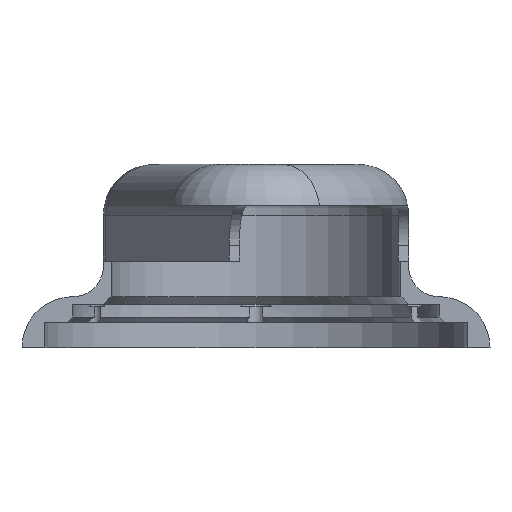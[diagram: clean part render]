
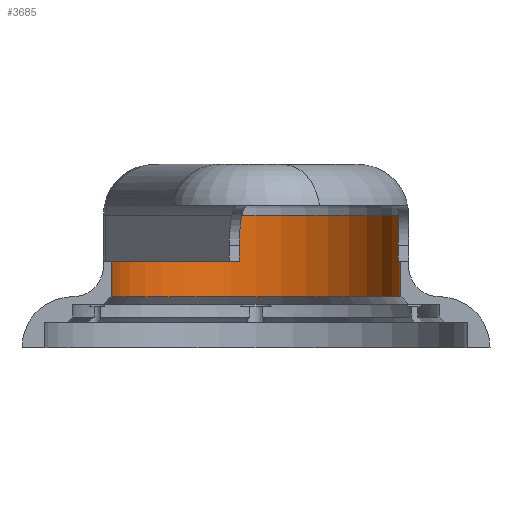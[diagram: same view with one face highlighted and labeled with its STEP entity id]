
A CAD part, front view. The second image highlights one B-rep face of the part: STEP entity #3685.
In plain terms, the highlighted cylindrical face has radius 28.5 mm (diameter 57 mm), a partial arc.
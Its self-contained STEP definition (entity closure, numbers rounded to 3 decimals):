
#157 = DIRECTION ( 'NONE',  ( 0., 0., 1. ) ) ;
#705 = CARTESIAN_POINT ( 'NONE',  ( -28.5, 0., 10.5 ) ) ;
#781 = ORIENTED_EDGE ( 'NONE', *, *, #5215, .F. ) ;
#1020 = DIRECTION ( 'NONE',  ( 1., 0., 0. ) ) ;
#1071 = CARTESIAN_POINT ( 'NONE',  ( 28.5, 0., 10.5 ) ) ;
#1186 = EDGE_CURVE ( 'NONE', #3769, #3549, #4570, .T. ) ;
#1198 = CARTESIAN_POINT ( 'NONE',  ( 28.5, 0., 28. ) ) ;
#1748 = AXIS2_PLACEMENT_3D ( 'NONE', #5096, #3270, #1804 ) ;
#1757 = VECTOR ( 'NONE', #157, 1000. ) ;
#1776 = FACE_OUTER_BOUND ( 'NONE', #2375, .T. ) ;
#1804 = DIRECTION ( 'NONE',  ( -1., 0., 0. ) ) ;
#2013 = CARTESIAN_POINT ( 'NONE',  ( 0., 0., 12. ) ) ;
#2084 = AXIS2_PLACEMENT_3D ( 'NONE', #2013, #4650, #1020 ) ;
#2143 = CARTESIAN_POINT ( 'NONE',  ( 0., 0., 28. ) ) ;
#2375 = EDGE_LOOP ( 'NONE', ( #4697, #5634, #4377, #781 ) ) ;
#2433 = LINE ( 'NONE', #705, #3375 ) ;
#2784 = CYLINDRICAL_SURFACE ( 'NONE', #1748, 28.5 ) ;
#3027 = EDGE_CURVE ( 'NONE', #3549, #3523, #4672, .T. ) ;
#3270 = DIRECTION ( 'NONE',  ( 0., 0., -1. ) ) ;
#3375 = VECTOR ( 'NONE', #5679, 1000. ) ;
#3414 = EDGE_CURVE ( 'NONE', #5617, #3769, #2433, .T. ) ;
#3437 = DIRECTION ( 'NONE',  ( -1., 0., 0. ) ) ;
#3523 = VERTEX_POINT ( 'NONE', #1198 ) ;
#3549 = VERTEX_POINT ( 'NONE', #4835 ) ;
#3685 = ADVANCED_FACE ( 'NONE', ( #1776 ), #2784, .F. ) ;
#3769 = VERTEX_POINT ( 'NONE', #3790 ) ;
#3790 = CARTESIAN_POINT ( 'NONE',  ( -28.5, 0., 12. ) ) ;
#3893 = DIRECTION ( 'NONE',  ( 0., 0., -1. ) ) ;
#4346 = CIRCLE ( 'NONE', #5582, 28.5 ) ;
#4377 = ORIENTED_EDGE ( 'NONE', *, *, #3027, .T. ) ;
#4570 = CIRCLE ( 'NONE', #2084, 28.5 ) ;
#4650 = DIRECTION ( 'NONE',  ( 0., 0., -1. ) ) ;
#4672 = LINE ( 'NONE', #1071, #1757 ) ;
#4697 = ORIENTED_EDGE ( 'NONE', *, *, #3414, .T. ) ;
#4835 = CARTESIAN_POINT ( 'NONE',  ( 28.5, 0., 12. ) ) ;
#5096 = CARTESIAN_POINT ( 'NONE',  ( 0., 0., 10.5 ) ) ;
#5215 = EDGE_CURVE ( 'NONE', #5617, #3523, #4346, .T. ) ;
#5427 = CARTESIAN_POINT ( 'NONE',  ( -28.5, 0., 28. ) ) ;
#5582 = AXIS2_PLACEMENT_3D ( 'NONE', #2143, #3893, #3437 ) ;
#5617 = VERTEX_POINT ( 'NONE', #5427 ) ;
#5634 = ORIENTED_EDGE ( 'NONE', *, *, #1186, .T. ) ;
#5679 = DIRECTION ( 'NONE',  ( 0., 0., -1. ) ) ;
